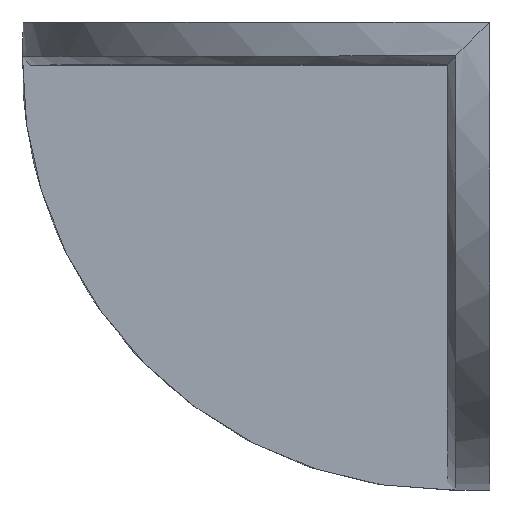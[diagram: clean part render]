
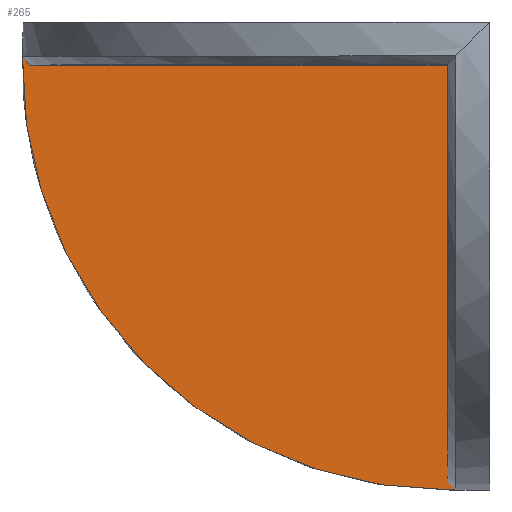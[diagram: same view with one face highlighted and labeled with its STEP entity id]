
A CAD part, top view. The second image highlights one B-rep face of the part: STEP entity #265.
In plain terms, the highlighted planar face has unit normal (0, 0, 1).
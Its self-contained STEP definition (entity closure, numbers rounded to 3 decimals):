
#28=PLANE('',#316);
#47=FACE_OUTER_BOUND('',#64,.T.);
#64=EDGE_LOOP('',(#237,#238,#239,#240,#241,#242,#243));
#68=LINE('',#420,#87);
#69=LINE('',#432,#88);
#71=LINE('',#443,#90);
#72=LINE('',#445,#91);
#76=LINE('',#454,#95);
#77=LINE('',#456,#96);
#87=VECTOR('',#340,10.);
#88=VECTOR('',#347,10.);
#90=VECTOR('',#355,10.);
#91=VECTOR('',#358,10.);
#95=VECTOR('',#364,10.);
#96=VECTOR('',#367,10.);
#116=CIRCLE('',#312,50.);
#122=VERTEX_POINT('',#418);
#123=VERTEX_POINT('',#419);
#126=VERTEX_POINT('',#430);
#127=VERTEX_POINT('',#431);
#129=VERTEX_POINT('',#441);
#131=VERTEX_POINT('',#448);
#133=VERTEX_POINT('',#452);
#147=EDGE_CURVE('',#122,#123,#68,.T.);
#151=EDGE_CURVE('',#126,#127,#69,.F.);
#156=EDGE_CURVE('',#123,#129,#71,.T.);
#157=EDGE_CURVE('',#129,#127,#72,.T.);
#161=EDGE_CURVE('',#131,#133,#76,.T.);
#162=EDGE_CURVE('',#133,#122,#77,.T.);
#173=EDGE_CURVE('',#126,#131,#116,.T.);
#237=ORIENTED_EDGE('',*,*,#157,.T.);
#238=ORIENTED_EDGE('',*,*,#151,.F.);
#239=ORIENTED_EDGE('',*,*,#173,.T.);
#240=ORIENTED_EDGE('',*,*,#161,.T.);
#241=ORIENTED_EDGE('',*,*,#162,.T.);
#242=ORIENTED_EDGE('',*,*,#147,.T.);
#243=ORIENTED_EDGE('',*,*,#156,.T.);
#265=ADVANCED_FACE('',(#47),#28,.T.);
#312=AXIS2_PLACEMENT_3D('',#477,#389,#390);
#316=AXIS2_PLACEMENT_3D('',#481,#397,#398);
#340=DIRECTION('',(-0.707,0.707,0.));
#347=DIRECTION('',(-0.707,0.707,0.));
#355=DIRECTION('',(0.,1.,0.));
#358=DIRECTION('',(-1.,0.,0.));
#364=DIRECTION('',(0.,-1.,0.));
#367=DIRECTION('',(1.,0.,0.));
#389=DIRECTION('center_axis',(0.,0.,1.));
#390=DIRECTION('ref_axis',(1.,0.,0.));
#397=DIRECTION('center_axis',(0.,0.,1.));
#398=DIRECTION('ref_axis',(1.,0.,0.));
#418=CARTESIAN_POINT('',(1.,-50.,7.));
#419=CARTESIAN_POINT('',(0.,-49.,7.));
#420=CARTESIAN_POINT('',(0.5,-49.5,7.));
#430=CARTESIAN_POINT('',(-49.99,0.99,7.));
#431=CARTESIAN_POINT('',(-49.,0.,7.));
#432=CARTESIAN_POINT('',(-49.5,0.5,7.));
#441=CARTESIAN_POINT('',(0.,0.,7.));
#443=CARTESIAN_POINT('',(0.,0.,7.));
#445=CARTESIAN_POINT('',(0.,0.,7.));
#448=CARTESIAN_POINT('',(0.302,-49.999,7.));
#452=CARTESIAN_POINT('',(0.302,-50.,7.));
#454=CARTESIAN_POINT('',(0.302,-50.,7.));
#456=CARTESIAN_POINT('',(0.,-50.,7.));
#477=CARTESIAN_POINT('Origin',(0.,0.,7.));
#481=CARTESIAN_POINT('Origin',(0.,0.,7.));
